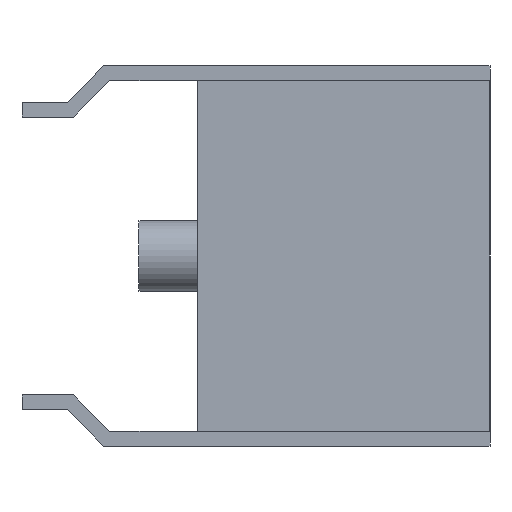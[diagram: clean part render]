
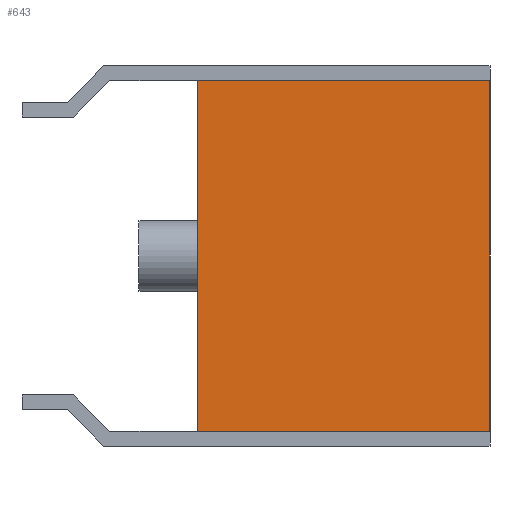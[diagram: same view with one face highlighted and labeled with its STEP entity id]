
A CAD part, left-side view. The second image highlights one B-rep face of the part: STEP entity #643.
In plain terms, the highlighted planar face has unit normal (-1, 0, 0).
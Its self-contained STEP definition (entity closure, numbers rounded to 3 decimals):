
#643=ADVANCED_FACE('',(#1188),#1190,.T.);
#1188=FACE_BOUND('',#1189,.T.);
#1189=EDGE_LOOP('',(#1618,#1619,#1620,#1621));
#1190=PLANE('',#1191);
#1191=AXIS2_PLACEMENT_3D('',#1192,#1193,#1194);
#1192=CARTESIAN_POINT('',(-14.,0.,0.));
#1193=DIRECTION('',(-1.,0.,0.));
#1194=DIRECTION('',(0.,0.,-1.));
#1618=ORIENTED_EDGE('',*,*,#1794,.T.);
#1619=ORIENTED_EDGE('',*,*,#1824,.T.);
#1620=ORIENTED_EDGE('',*,*,#1840,.T.);
#1621=ORIENTED_EDGE('',*,*,#1813,.T.);
#1794=EDGE_CURVE('',#2098,#2096,#2099,.T.);
#1813=EDGE_CURVE('',#2120,#2098,#2121,.T.);
#1824=EDGE_CURVE('',#2096,#2131,#2133,.T.);
#1840=EDGE_CURVE('',#2131,#2120,#2151,.T.);
#2096=VERTEX_POINT('',#2688);
#2098=VERTEX_POINT('',#2692);
#2099=LINE('',#2693,#2694);
#2120=VERTEX_POINT('',#2752);
#2121=LINE('',#2753,#2754);
#2131=VERTEX_POINT('',#2783);
#2133=LINE('',#2787,#2788);
#2151=LINE('',#2840,#2841);
#2688=CARTESIAN_POINT('',(-14.,-5.,0.));
#2692=CARTESIAN_POINT('',(-14.,-5.,-6.));
#2693=CARTESIAN_POINT('',(-14.,-5.,-6.));
#2694=VECTOR('',#2695,1.);
#2695=DIRECTION('',(0.,0.,1.));
#2752=CARTESIAN_POINT('',(-14.,0.,-6.));
#2753=CARTESIAN_POINT('',(-14.,0.,-6.));
#2754=VECTOR('',#2755,1.);
#2755=DIRECTION('',(0.,-1.,0.));
#2783=CARTESIAN_POINT('',(-14.,0.,0.));
#2787=CARTESIAN_POINT('',(-14.,-5.,0.));
#2788=VECTOR('',#2789,1.);
#2789=DIRECTION('',(0.,1.,0.));
#2840=CARTESIAN_POINT('',(-14.,0.,0.));
#2841=VECTOR('',#2842,1.);
#2842=DIRECTION('',(0.,0.,-1.));
